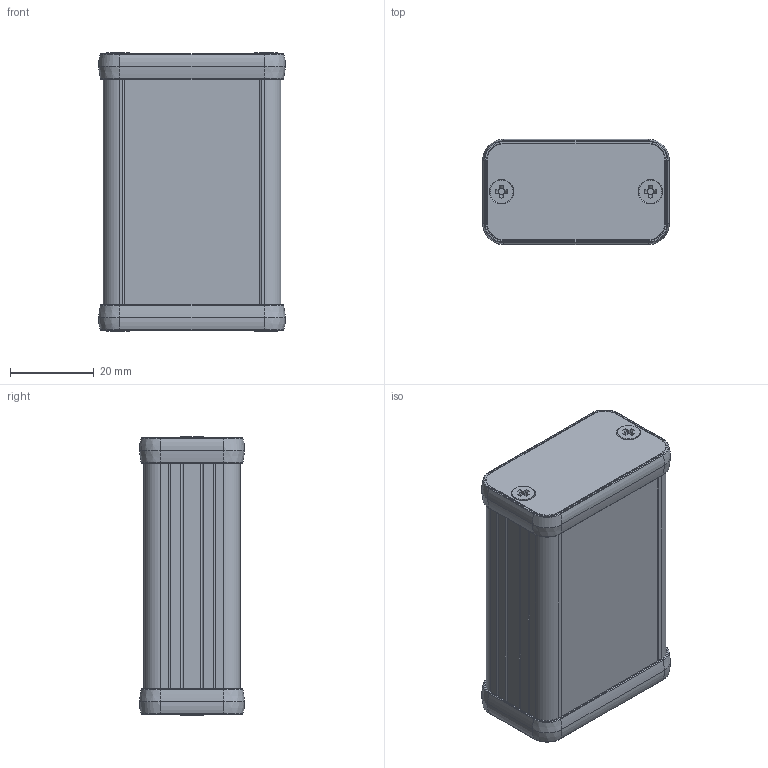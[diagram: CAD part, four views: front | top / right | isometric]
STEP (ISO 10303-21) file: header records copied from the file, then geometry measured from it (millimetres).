
FILE_DESCRIPTION((''),'2;1');
FILE_NAME('STEP''s\1455D601.stp','2013-02-25T13:51:06',('tfoster'),(''),'Autodesk Inventor 2013','Autodesk Inventor 2013','');
FILE_SCHEMA(('AUTOMOTIVE_DESIGN { 1 0 10303 214 1 1 1 1 }'));
Length unit declared in the file: inch
Products named in the file (5): 1455D601; Extrusion Tube w. Inlay 60mm; Bezel Open; End Plate; 1455 screw
Assembly tree (9 placements, depth 2):
  1455D601
    Extrusion Tube w. Inlay 60mm
    Bezel Open  x2
    End Plate  x2
    1455 screw  x4
Bounding box: 44.59 x 25.09 x 66.46 mm (x, y, z)
Volume: 17590 mm3; surface area: 26900.5 mm2
Topology: 9 solids, 9 shells, 390 faces, 1040 edges, 676 vertices
Faces by surface type: plane 152, cylinder 134, cone 56, bspline 32, torus 16
Full cylindrical faces by diameter (mm): 3.5 x4, 3.81 x4, 4.191 x4
Entity records: 8544 total; most frequent: CARTESIAN_POINT 2058, DIRECTION 1378, ORIENTED_EDGE 1320, EDGE_CURVE 660, AXIS2_PLACEMENT_3D 516, VERTEX_POINT 436, VECTOR 346, LINE 346
